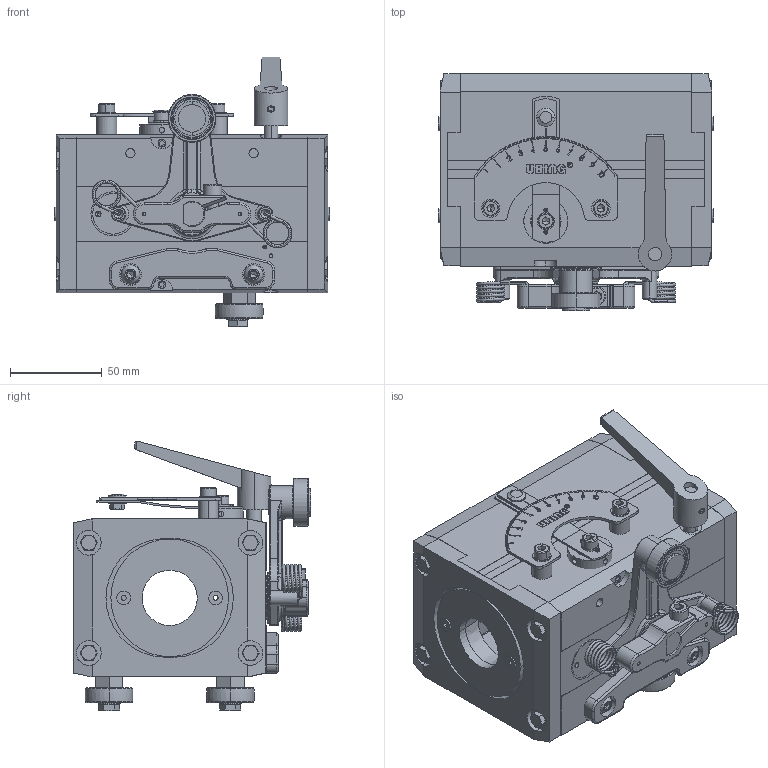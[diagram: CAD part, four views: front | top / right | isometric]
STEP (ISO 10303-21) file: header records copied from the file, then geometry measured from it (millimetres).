
FILE_DESCRIPTION (( 'STEP AP214' ), '1' );
FILE_NAME ('RG3-30-2MCRF Drehrichtung rechts.STEP', '2019-10-18T05:05:42', ( '' ), ( '' ), 'SwSTEP 2.0', 'SolidWorks 2019', '' );
FILE_SCHEMA (( 'AUTOMOTIVE_DESIGN' ));
Length unit declared in the file: millimetre
Products named in the file (1): RG3-30-2MCRF Drehrichtung rechts
Bounding box: 150 x 129.3 x 146.83 mm (x, y, z)
Volume: 645285.2 mm3; surface area: 271720 mm2
Topology: 91 solids, 91 shells, 3729 faces, 9555 edges, 6007 vertices
Faces by surface type: plane 1694, cylinder 1250, cone 401, bspline 167, torus 151, sphere 66
Entity records: 164822 total; most frequent: CARTESIAN_POINT 32547, DIRECTION 18999, ORIENTED_EDGE 18814, EDGE_CURVE 9407, AXIS2_PLACEMENT_3D 6956, VERTEX_POINT 6002, LINE 5087, VECTOR 5087
